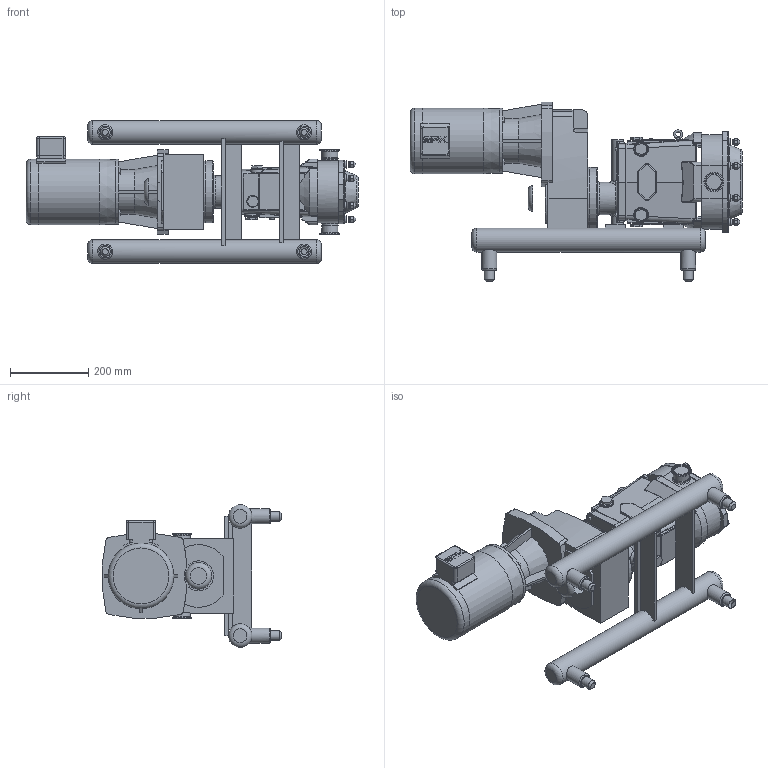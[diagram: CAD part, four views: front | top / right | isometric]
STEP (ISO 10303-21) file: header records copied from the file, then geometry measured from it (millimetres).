
FILE_DESCRIPTION(/* description */ (''),/* implementation_level */ '2;1');
FILE_NAME(/* name */ 'U2_030U2_56C_1.5x1.5_S-Line_0.5HP_SM.stp',/* time_stamp */ '2020-10-20T15:37:22+05:00',/* author */ ('trtmhr'),/* organization */ (''),/* preprocessor_version */ 'ST-DEVELOPER v17',/* originating_system */ 'Autodesk Inventor 2018',/* authorisation */ '');
FILE_SCHEMA (('AUTOMOTIVE_DESIGN { 1 0 10303 214 3 1 1 }'));
Length unit declared in the file: inch
Products named in the file (1): U2_030U2_56C_1.5x1.5_S-Line_0.5HP_SM
Bounding box: 848 x 458.44 x 365.12 mm (x, y, z)
Volume: 26588061.4 mm3; surface area: 1225160.6 mm2
Topology: 6 solids, 6 shells, 1004 faces, 2607 edges, 1676 vertices
Faces by surface type: plane 468, cylinder 253, bspline 118, torus 91, cone 44, sphere 30
Full cylindrical faces by diameter (mm): 5.08 x1, 7.62 x4, 12.395 x5, 14.275 x8, 19.05 x8, 25.4 x4, 30.48 x1, 35.052 x2, 38.1 x6, 41.275 x4, 42.291 x2, 50.495 x2, 82.55 x1, 158.217 x1, 158.242 x1, 165.989 x1, 167.945 x1, 167.97 x1
Entity records: 34319 total; most frequent: CARTESIAN_POINT 9597, ORIENTED_EDGE 5202, DIRECTION 5100, EDGE_CURVE 2601, AXIS2_PLACEMENT_3D 1888, VERTEX_POINT 1676, LINE 1324, VECTOR 1324
